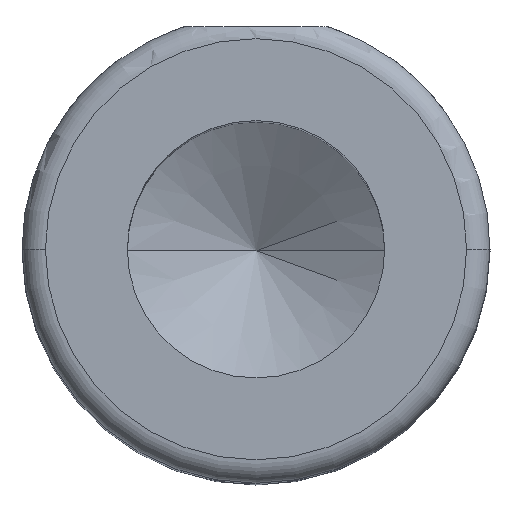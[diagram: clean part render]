
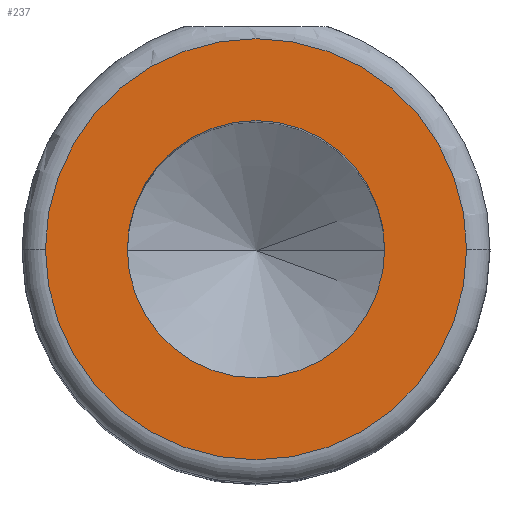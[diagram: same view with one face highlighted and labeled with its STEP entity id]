
A CAD part, top view. The second image highlights one B-rep face of the part: STEP entity #237.
In plain terms, the highlighted planar face has unit normal (0, 0, 1).
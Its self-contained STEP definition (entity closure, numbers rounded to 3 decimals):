
#49 = AXIS2_PLACEMENT_3D ( 'NONE', #167, #1018, #453 ) ;
#53 = CARTESIAN_POINT ( 'NONE',  ( 0., 0., 7.5 ) ) ;
#110 = CIRCLE ( 'NONE', #819, 1.65 ) ;
#128 = ORIENTED_EDGE ( 'NONE', *, *, #1019, .T. ) ;
#153 = DIRECTION ( 'NONE',  ( 1., 0., 0. ) ) ;
#167 = CARTESIAN_POINT ( 'NONE',  ( 0., 0., 7.5 ) ) ;
#217 = ORIENTED_EDGE ( 'NONE', *, *, #1007, .F. ) ;
#224 = CARTESIAN_POINT ( 'NONE',  ( 1.65, 0., 7.5 ) ) ;
#235 = EDGE_CURVE ( 'NONE', #1174, #855, #110, .T. ) ;
#237 = ADVANCED_FACE ( 'NONE', ( #1087, #333 ), #1217, .T. ) ;
#241 = CIRCLE ( 'NONE', #595, 2.7 ) ;
#256 = VERTEX_POINT ( 'NONE', #832 ) ;
#262 = CARTESIAN_POINT ( 'NONE',  ( 0., 0., 7.5 ) ) ;
#291 = EDGE_LOOP ( 'NONE', ( #217, #513 ) ) ;
#311 = DIRECTION ( 'NONE',  ( 0., 0., 1. ) ) ;
#326 = CIRCLE ( 'NONE', #805, 1.65 ) ;
#333 = FACE_OUTER_BOUND ( 'NONE', #1064, .T. ) ;
#340 = EDGE_CURVE ( 'NONE', #1173, #256, #241, .T. ) ;
#358 = DIRECTION ( 'NONE',  ( 1., 0., 0. ) ) ;
#435 = CARTESIAN_POINT ( 'NONE',  ( 0., 0., 7.5 ) ) ;
#453 = DIRECTION ( 'NONE',  ( 1., 0., 0. ) ) ;
#513 = ORIENTED_EDGE ( 'NONE', *, *, #235, .F. ) ;
#534 = DIRECTION ( 'NONE',  ( 1., 0., 0. ) ) ;
#539 = CARTESIAN_POINT ( 'NONE',  ( -1.65, 0., 7.5 ) ) ;
#595 = AXIS2_PLACEMENT_3D ( 'NONE', #885, #311, #972 ) ;
#718 = DIRECTION ( 'NONE',  ( 0., 0., 1. ) ) ;
#805 = AXIS2_PLACEMENT_3D ( 'NONE', #435, #1096, #534 ) ;
#819 = AXIS2_PLACEMENT_3D ( 'NONE', #262, #924, #358 ) ;
#832 = CARTESIAN_POINT ( 'NONE',  ( -2.7, 0., 7.5 ) ) ;
#855 = VERTEX_POINT ( 'NONE', #224 ) ;
#885 = CARTESIAN_POINT ( 'NONE',  ( 0., 0., 7.5 ) ) ;
#922 = AXIS2_PLACEMENT_3D ( 'NONE', #53, #718, #153 ) ;
#924 = DIRECTION ( 'NONE',  ( 0., 0., 1. ) ) ;
#972 = DIRECTION ( 'NONE',  ( 1., 0., 0. ) ) ;
#1007 = EDGE_CURVE ( 'NONE', #855, #1174, #326, .T. ) ;
#1018 = DIRECTION ( 'NONE',  ( 0., 0., 1. ) ) ;
#1019 = EDGE_CURVE ( 'NONE', #256, #1173, #1125, .T. ) ;
#1021 = ORIENTED_EDGE ( 'NONE', *, *, #340, .T. ) ;
#1064 = EDGE_LOOP ( 'NONE', ( #1021, #128 ) ) ;
#1087 = FACE_BOUND ( 'NONE', #291, .T. ) ;
#1096 = DIRECTION ( 'NONE',  ( 0., 0., 1. ) ) ;
#1100 = CARTESIAN_POINT ( 'NONE',  ( 2.7, 0., 7.5 ) ) ;
#1125 = CIRCLE ( 'NONE', #922, 2.7 ) ;
#1173 = VERTEX_POINT ( 'NONE', #1100 ) ;
#1174 = VERTEX_POINT ( 'NONE', #539 ) ;
#1217 = PLANE ( 'NONE',  #49 ) ;
